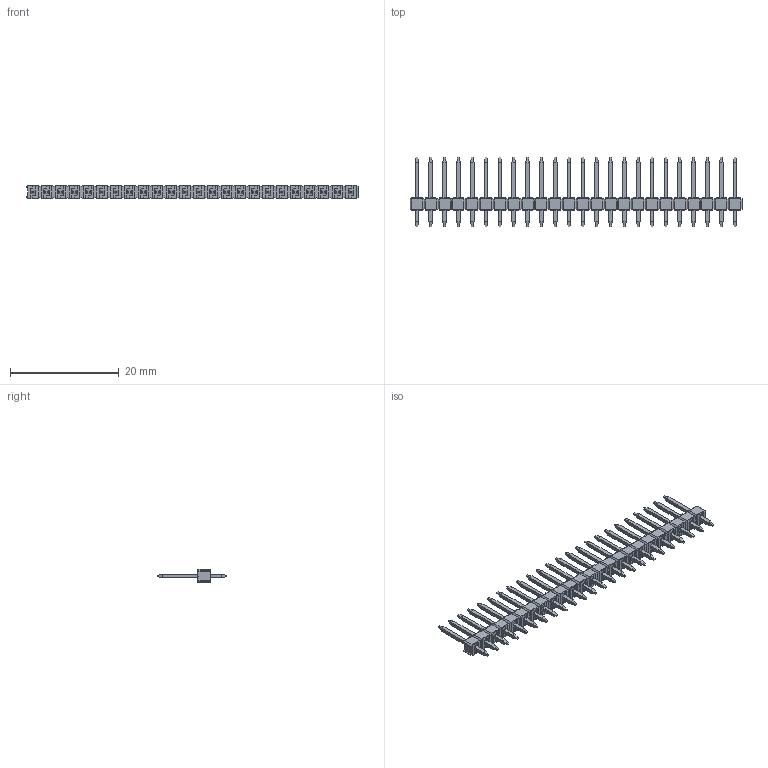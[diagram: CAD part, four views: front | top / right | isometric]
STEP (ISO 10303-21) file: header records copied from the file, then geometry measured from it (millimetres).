
FILE_DESCRIPTION(('STEP AP242'),'1');
FILE_NAME('0022284245.stp','2024-11-07T03:11:25',('TraceParts'),('TraceParts S.A.'),'Spatial InterOp 3D',' ',' ');
FILE_SCHEMA(('AP242_MANAGED_MODEL_BASED_3D_ENGINEERING_MIM_LF {1 0 10303 442 1 1 4}'));
Length unit declared in the file: millimetre
Products named in the file (1): 0022284245_1
Bounding box: 60.96 x 12.83 x 2.49 mm (x, y, z)
Volume: 406.3 mm3; surface area: 1319.6 mm2
Topology: 1 solids, 1 shells, 1308 faces, 3350 edges, 2232 vertices
Faces by surface type: plane 1164, cylinder 144
Entity records: 38832 total; most frequent: CARTESIAN_POINT 6796, ORIENTED_EDGE 6604, DIRECTION 6306, EDGE_CURVE 3302, LINE 3014, VECTOR 3014, VERTEX_POINT 2136, AXIS2_PLACEMENT_3D 1646
